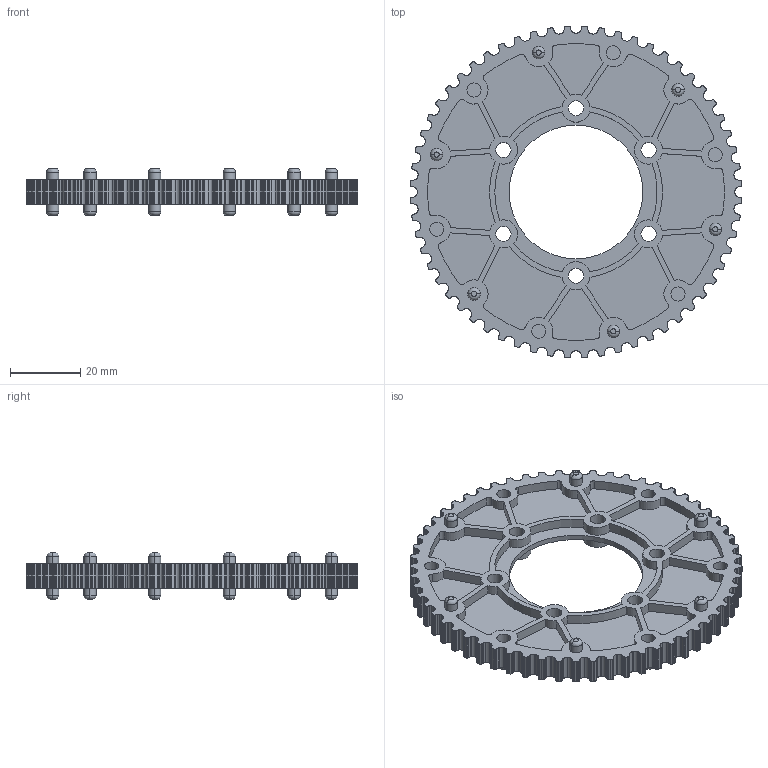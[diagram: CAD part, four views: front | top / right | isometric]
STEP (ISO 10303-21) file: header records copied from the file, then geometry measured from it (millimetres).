
FILE_DESCRIPTION (( 'STEP AP214' ), '1' );
FILE_NAME ('217-3249-STEP.STEP', '2013-12-06T21:22:41', ( '' ), ( '' ), 'SwSTEP 2.0', 'SolidWorks 2013', '' );
FILE_SCHEMA (( 'AUTOMOTIVE_DESIGN' ));
Length unit declared in the file: millimetre
Products named in the file (1): 217-3249-STEP
Bounding box: 94.26 x 94.26 x 13.35 mm (x, y, z)
Volume: 19411.8 mm3; surface area: 20460.2 mm2
Topology: 1 solids, 1 shells, 1480 faces, 4260 edges, 2832 vertices
Faces by surface type: cylinder 1176, plane 280, torus 24
Entity records: 49894 total; most frequent: DIRECTION 9622, CARTESIAN_POINT 8573, ORIENTED_EDGE 8520, EDGE_CURVE 4260, AXIS2_PLACEMENT_3D 3881, VERTEX_POINT 2832, CIRCLE 2400, LINE 1860
